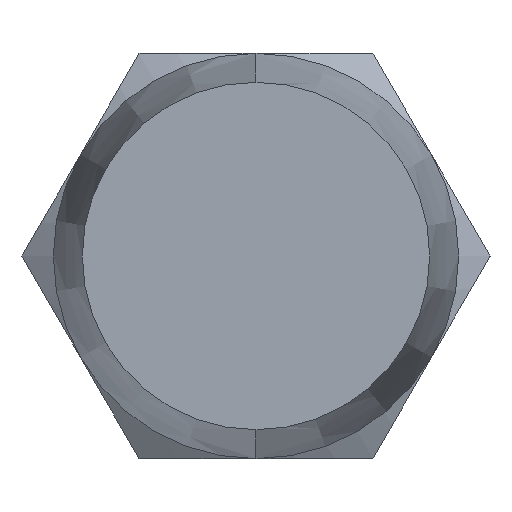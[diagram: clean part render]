
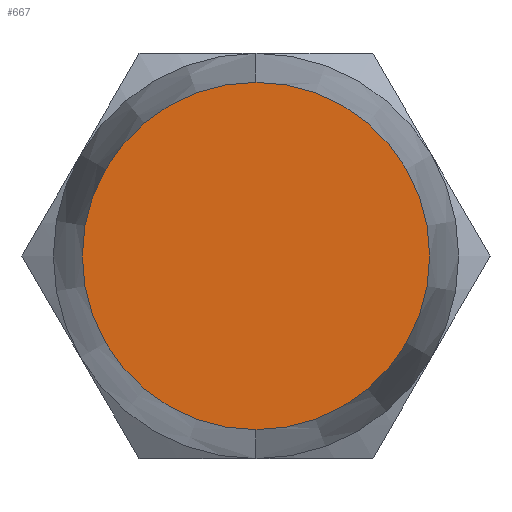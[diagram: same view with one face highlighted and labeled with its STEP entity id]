
A CAD part, front view. The second image highlights one B-rep face of the part: STEP entity #667.
In plain terms, the highlighted planar face has unit normal (0, -1, 0).
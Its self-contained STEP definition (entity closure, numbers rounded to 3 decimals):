
#5 = DIRECTION ( 'NONE',  ( 0., -1., 0. ) ) ;
#14 = ORIENTED_EDGE ( 'NONE', *, *, #832, .T. ) ;
#19 = DIRECTION ( 'NONE',  ( 0., 0., -1. ) ) ;
#23 = VERTEX_POINT ( 'NONE', #535 ) ;
#25 = DIRECTION ( 'NONE',  ( 0., 0., -1. ) ) ;
#59 = ORIENTED_EDGE ( 'NONE', *, *, #785, .T. ) ;
#71 = CARTESIAN_POINT ( 'NONE',  ( 0., 0., 0. ) ) ;
#99 = DIRECTION ( 'NONE',  ( 0., 0., -1. ) ) ;
#342 = FACE_OUTER_BOUND ( 'NONE', #387, .T. ) ;
#350 = CARTESIAN_POINT ( 'NONE',  ( 0., 0., 0. ) ) ;
#368 = PLANE ( 'NONE',  #679 ) ;
#387 = EDGE_LOOP ( 'NONE', ( #59, #14 ) ) ;
#408 = CIRCLE ( 'NONE', #762, 3. ) ;
#419 = DIRECTION ( 'NONE',  ( 0., -1., 0. ) ) ;
#423 = CIRCLE ( 'NONE', #564, 3. ) ;
#432 = DIRECTION ( 'NONE',  ( 0., -1., 0. ) ) ;
#535 = CARTESIAN_POINT ( 'NONE',  ( 0., 0., -3. ) ) ;
#564 = AXIS2_PLACEMENT_3D ( 'NONE', #71, #5, #19 ) ;
#664 = CARTESIAN_POINT ( 'NONE',  ( 0., 0., 3. ) ) ;
#667 = ADVANCED_FACE ( 'NONE', ( #342 ), #368, .T. ) ;
#679 = AXIS2_PLACEMENT_3D ( 'NONE', #814, #432, #99 ) ;
#762 = AXIS2_PLACEMENT_3D ( 'NONE', #350, #419, #25 ) ;
#777 = VERTEX_POINT ( 'NONE', #664 ) ;
#785 = EDGE_CURVE ( 'NONE', #777, #23, #423, .T. ) ;
#814 = CARTESIAN_POINT ( 'NONE',  ( 0., 0., 0. ) ) ;
#832 = EDGE_CURVE ( 'NONE', #23, #777, #408, .T. ) ;
